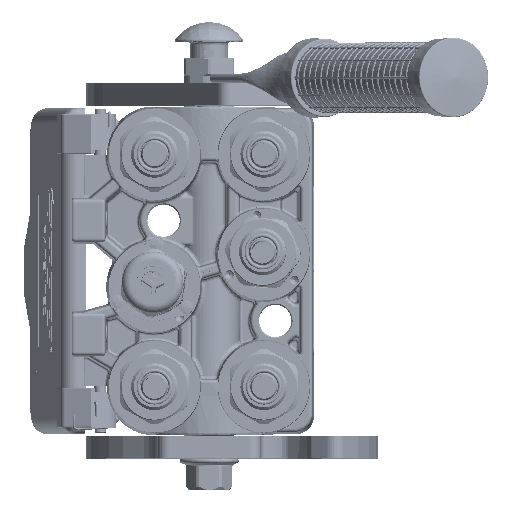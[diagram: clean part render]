
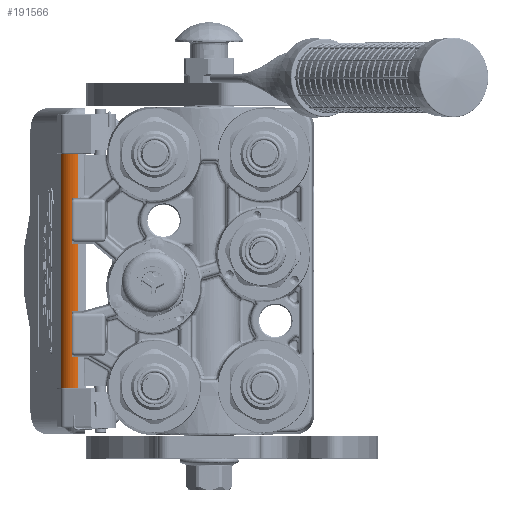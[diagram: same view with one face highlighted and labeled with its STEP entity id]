
A CAD part, top view. The second image highlights one B-rep face of the part: STEP entity #191566.
In plain terms, the highlighted cylindrical face has radius 6.5 mm (diameter 13 mm), a partial arc.
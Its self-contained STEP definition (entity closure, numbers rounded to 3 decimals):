
#3437 = CARTESIAN_POINT ( 'NONE',  ( 4.105, 51.251, -9.548 ) ) ;
#4389 = CARTESIAN_POINT ( 'NONE',  ( 5.261, 51.615, -9.881 ) ) ;
#9193 = AXIS2_PLACEMENT_3D ( 'NONE', #177047, #175146, #20137 ) ;
#9264 = ORIENTED_EDGE ( 'NONE', *, *, #46814, .F. ) ;
#15617 = CARTESIAN_POINT ( 'NONE',  ( 5.87, -52.015, -9.97 ) ) ;
#18452 = CARTESIAN_POINT ( 'NONE',  ( 5.766, -51.933, -9.959 ) ) ;
#20137 = DIRECTION ( 'NONE',  ( -1., 0., 0. ) ) ;
#25844 = CARTESIAN_POINT ( 'NONE',  ( 6.5, -52.697, -10. ) ) ;
#26441 = DIRECTION ( 'NONE',  ( 0., -1., 0. ) ) ;
#26786 = CARTESIAN_POINT ( 'NONE',  ( 6.186, 52.254, -10. ) ) ;
#27080 = VERTEX_POINT ( 'NONE', #209687 ) ;
#38933 = CARTESIAN_POINT ( 'NONE',  ( 6.343, -52.476, -10. ) ) ;
#39055 = VERTEX_POINT ( 'NONE', #163131 ) ;
#40425 = LINE ( 'NONE', #45919, #127770 ) ;
#41404 = VERTEX_POINT ( 'NONE', #167978 ) ;
#41532 = ORIENTED_EDGE ( 'NONE', *, *, #165724, .T. ) ;
#42720 = FACE_OUTER_BOUND ( 'NONE', #220180, .T. ) ;
#45919 = CARTESIAN_POINT ( 'NONE',  ( 0., 51.25, -3.5 ) ) ;
#46639 = VECTOR ( 'NONE', #157513, 1000. ) ;
#46814 = EDGE_CURVE ( 'NONE', #170045, #41404, #207416, .T. ) ;
#48207 = CARTESIAN_POINT ( 'NONE',  ( 4.717, 51.384, -9.752 ) ) ;
#49180 = CARTESIAN_POINT ( 'NONE',  ( 3.859, 51.25, -9.44 ) ) ;
#51095 = VERTEX_POINT ( 'NONE', #25844 ) ;
#58434 = ORIENTED_EDGE ( 'NONE', *, *, #97333, .F. ) ;
#61432 = CARTESIAN_POINT ( 'NONE',  ( 4.35, -51.253, -9.658 ) ) ;
#64591 = CARTESIAN_POINT ( 'NONE',  ( 6.5, 51.25, -3.5 ) ) ;
#64678 = AXIS2_PLACEMENT_3D ( 'NONE', #64591, #268147, #177591 ) ;
#66589 = EDGE_CURVE ( 'NONE', #257615, #27080, #260194, .T. ) ;
#70681 = CARTESIAN_POINT ( 'NONE',  ( 5.02, 51.499, -9.83 ) ) ;
#71366 = CARTESIAN_POINT ( 'NONE',  ( 6.5, 257.915, -3.5 ) ) ;
#71433 = ORIENTED_EDGE ( 'NONE', *, *, #66589, .T. ) ;
#93053 = CARTESIAN_POINT ( 'NONE',  ( 5.08, 51.526, -9.843 ) ) ;
#97333 = EDGE_CURVE ( 'NONE', #39055, #170045, #40425, .T. ) ;
#105208 = CARTESIAN_POINT ( 'NONE',  ( 5.38, -51.68, -9.903 ) ) ;
#127770 = VECTOR ( 'NONE', #26441, 1000. ) ;
#128633 = CARTESIAN_POINT ( 'NONE',  ( 3.859, -51.25, -9.44 ) ) ;
#130514 = CARTESIAN_POINT ( 'NONE',  ( 6.5, -52.697, -10. ) ) ;
#131253 = CARTESIAN_POINT ( 'NONE',  ( 6.5, 52.697, -10. ) ) ;
#137936 = CARTESIAN_POINT ( 'NONE',  ( 5.2, 51.583, -9.869 ) ) ;
#145249 = CIRCLE ( 'NONE', #64678, 6.5 ) ;
#146687 = CARTESIAN_POINT ( 'NONE',  ( 0., -51.25, -3.5 ) ) ;
#150537 = ORIENTED_EDGE ( 'NONE', *, *, #190759, .T. ) ;
#153642 = AXIS2_PLACEMENT_3D ( 'NONE', #71366, #271111, #160065 ) ;
#157513 = DIRECTION ( 'NONE',  ( 0., -1., 0. ) ) ;
#158723 = B_SPLINE_CURVE_WITH_KNOTS ( 'NONE', 3,
 ( #130514, #38933, #262148, #15617, #18452, #238813, #286531, #285560, #105208, #282672, #61432, #128633 ),
 .UNSPECIFIED., .F., .F.,
 ( 4, 2, 2, 2, 2, 4 ),
 ( 0., 0.25, 0.375, 0.437, 0.5, 1. ),
 .UNSPECIFIED. ) ;
#159390 = CARTESIAN_POINT ( 'NONE',  ( 4.351, 51.285, -9.64 ) ) ;
#160065 = DIRECTION ( 'NONE',  ( -1., 0., 0. ) ) ;
#160360 = CARTESIAN_POINT ( 'NONE',  ( 5.789, 51.904, -9.979 ) ) ;
#163131 = CARTESIAN_POINT ( 'NONE',  ( 0., 51.25, -3.5 ) ) ;
#165724 = EDGE_CURVE ( 'NONE', #39055, #257615, #145249, .T. ) ;
#167978 = CARTESIAN_POINT ( 'NONE',  ( 3.859, -51.25, -9.44 ) ) ;
#170045 = VERTEX_POINT ( 'NONE', #146687 ) ;
#175146 = DIRECTION ( 'NONE',  ( 0., -1., 0. ) ) ;
#177047 = CARTESIAN_POINT ( 'NONE',  ( 6.5, -51.25, -3.5 ) ) ;
#177591 = DIRECTION ( 'NONE',  ( -1., 0., 0. ) ) ;
#190759 = EDGE_CURVE ( 'NONE', #27080, #51095, #224622, .T. ) ;
#191566 = ADVANCED_FACE ( 'NONE', ( #42720 ), #199658, .T. ) ;
#199658 = CYLINDRICAL_SURFACE ( 'NONE', #153642, 6.5 ) ;
#200653 = EDGE_CURVE ( 'NONE', #51095, #41404, #158723, .T. ) ;
#204178 = CARTESIAN_POINT ( 'NONE',  ( 4.839, 51.425, -9.785 ) ) ;
#205146 = CARTESIAN_POINT ( 'NONE',  ( 6.5, 52.697, -10. ) ) ;
#207416 = CIRCLE ( 'NONE', #9193, 6.5 ) ;
#209687 = CARTESIAN_POINT ( 'NONE',  ( 6.5, 52.697, -10. ) ) ;
#220180 = EDGE_LOOP ( 'NONE', ( #260054, #9264, #58434, #41532, #71433, #150537 ) ) ;
#224622 = LINE ( 'NONE', #131253, #46639 ) ;
#238813 = CARTESIAN_POINT ( 'NONE',  ( 5.604, -51.819, -9.938 ) ) ;
#257615 = VERTEX_POINT ( 'NONE', #283619 ) ;
#260054 = ORIENTED_EDGE ( 'NONE', *, *, #200653, .T. ) ;
#260194 = B_SPLINE_CURVE_WITH_KNOTS ( 'NONE', 3,
 ( #49180, #3437, #159390, #48207, #204178, #70681, #93053, #137936, #4389, #160360, #26786, #205146 ),
 .UNSPECIFIED., .F., .F.,
 ( 4, 2, 2, 2, 2, 4 ),
 ( 0., 0.25, 0.375, 0.438, 0.5, 1. ),
 .UNSPECIFIED. ) ;
#262148 = CARTESIAN_POINT ( 'NONE',  ( 6.165, -52.278, -9.994 ) ) ;
#268147 = DIRECTION ( 'NONE',  ( 0., -1., 0. ) ) ;
#271111 = DIRECTION ( 'NONE',  ( 0., 1., 0. ) ) ;
#282672 = CARTESIAN_POINT ( 'NONE',  ( 4.843, -51.385, -9.804 ) ) ;
#283619 = CARTESIAN_POINT ( 'NONE',  ( 3.859, 51.25, -9.44 ) ) ;
#285560 = CARTESIAN_POINT ( 'NONE',  ( 5.436, -51.713, -9.913 ) ) ;
#286531 = CARTESIAN_POINT ( 'NONE',  ( 5.549, -51.783, -9.93 ) ) ;
